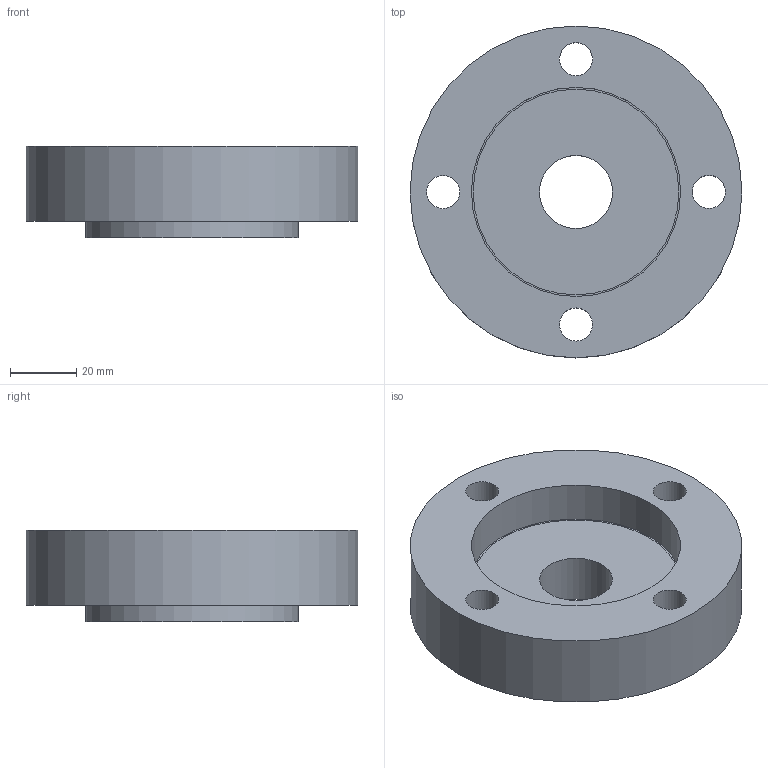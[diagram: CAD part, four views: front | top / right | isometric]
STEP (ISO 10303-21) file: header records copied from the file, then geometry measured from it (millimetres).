
FILE_DESCRIPTION(('FreeCAD Model'),'2;1');
FILE_NAME('Open CASCADE Shape Model','2022-11-17T22:23:17',('Author'),( ''),'Open CASCADE STEP processor 7.5','FreeCAD','Unknown');
FILE_SCHEMA(('AUTOMOTIVE_DESIGN { 1 0 10303 214 1 1 1 1 }'));
Length unit declared in the file: millimetre
Products named in the file (1): Body
Bounding box: 100 x 100 x 27.5 mm (x, y, z)
Volume: 141063.4 mm3; surface area: 28731.4 mm2
Topology: 1 solids, 1 shells, 14 faces, 26 edges, 18 vertices
Faces by surface type: cylinder 8, plane 6
Full cylindrical faces by diameter (mm): 10 x4, 22 x1, 63 x1, 64 x1, 100 x1
Entity records: 768 total; most frequent: CARTESIAN_POINT 159, DIRECTION 118, ORIENTED_EDGE 52, PCURVE 52, DEFINITIONAL_REPRESENTATION 52, LINE 40, VECTOR 40, AXIS2_PLACEMENT_3D 33
